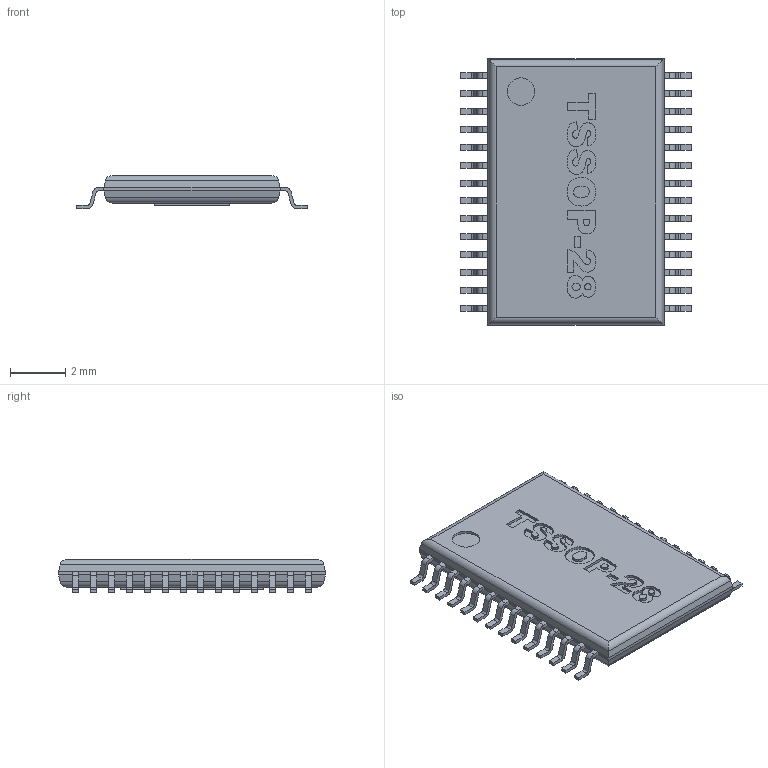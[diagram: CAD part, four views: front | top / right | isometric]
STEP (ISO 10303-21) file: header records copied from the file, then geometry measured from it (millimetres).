
FILE_DESCRIPTION(/* description */ (''),/* implementation_level */ '2;1');
FILE_NAME(/* name */ 'TSSOP-28.step',/* time_stamp */ '2023-07-12T10:13:54+08:00',/* author */ (''),/* organization */ (''),/* preprocessor_version */ 'ST-DEVELOPER v19.2',/* originating_system */ 'Autodesk Translation Framework v12.6.0.85',/* authorisation */ '');
FILE_SCHEMA (('AUTOMOTIVE_DESIGN { 1 0 10303 214 3 1 1 }'));
Length unit declared in the file: millimetre
Products named in the file (1): TSSOP-28
Bounding box: 8.4 x 9.7 x 1.2 mm (x, y, z)
Volume: 62.3 mm3; surface area: 209.2 mm2
Topology: 30 solids, 30 shells, 595 faces, 1550 edges, 1028 vertices
Faces by surface type: plane 341, bspline 133, cylinder 121
Full cylindrical faces by diameter (mm): 1 x1
Entity records: 19414 total; most frequent: CARTESIAN_POINT 5435, ORIENTED_EDGE 3100, DIRECTION 2444, EDGE_CURVE 1550, LINE 1050, VECTOR 1050, VERTEX_POINT 1028, AXIS2_PLACEMENT_3D 697
